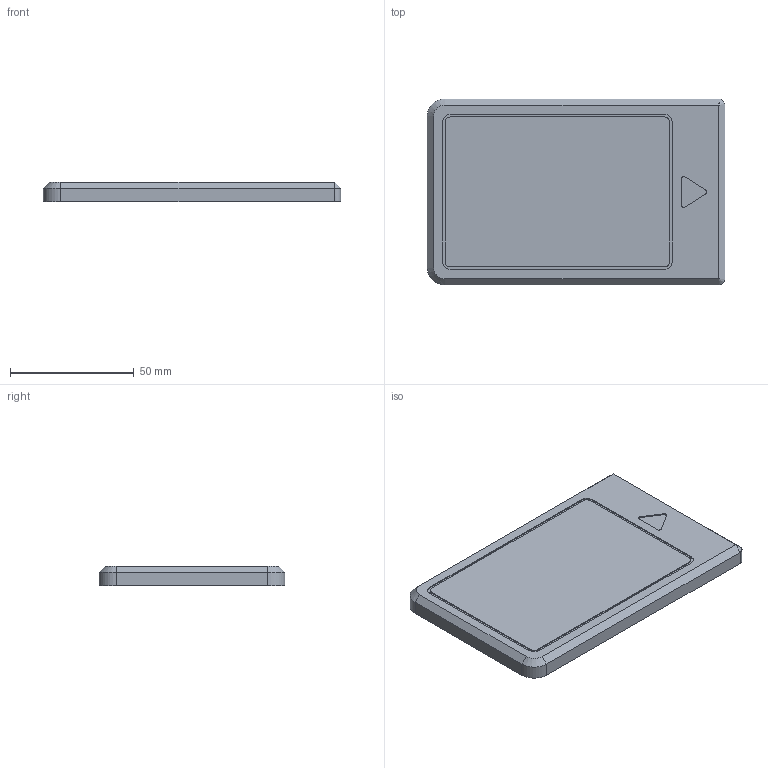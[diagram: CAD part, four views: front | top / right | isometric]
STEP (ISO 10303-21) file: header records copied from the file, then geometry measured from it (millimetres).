
FILE_DESCRIPTION(/* description */ (''),/* implementation_level */ '2;1');
FILE_NAME(/* name */ 'CartRecreationTop_exact.stp',/* time_stamp */ '2025-07-10T13:31:05-06:00',/* author */ (''),/* organization */ (''),/* preprocessor_version */ 'ST-DEVELOPER v20',/* originating_system */ 'SIEMENS PLM Software NX2412.4001',/* authorisation */ '');
FILE_SCHEMA (('AUTOMOTIVE_DESIGN { 1 0 10303 214 3 1 1 1 }'));
Length unit declared in the file: millimetre
Products named in the file (1): CartRecreationTop_exact
Bounding box: 120.01 x 75.01 x 8 mm (x, y, z)
Volume: 29249.7 mm3; surface area: 22436.3 mm2
Topology: 1 solids, 1 shells, 77 faces, 190 edges, 122 vertices
Faces by surface type: plane 50, cylinder 19, cone 7, bspline 1
Entity records: 2296 total; most frequent: CARTESIAN_POINT 420, DIRECTION 386, ORIENTED_EDGE 376, EDGE_CURVE 188, LINE 138, VECTOR 138, AXIS2_PLACEMENT_3D 124, VERTEX_POINT 122
